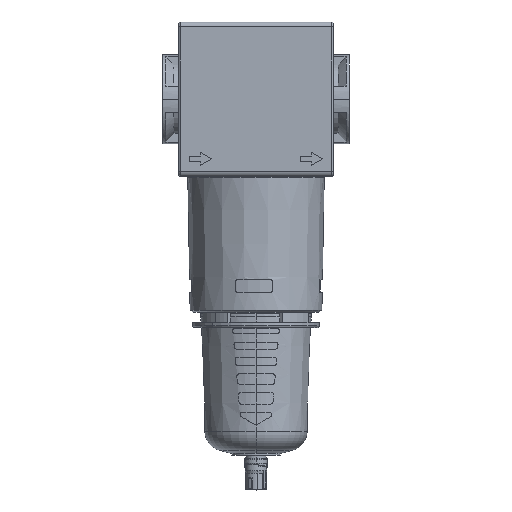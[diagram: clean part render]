
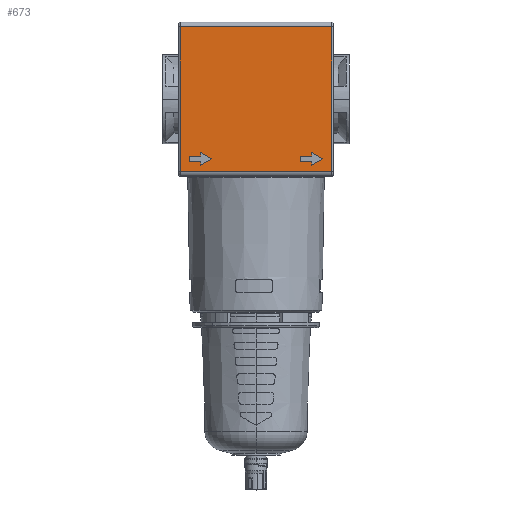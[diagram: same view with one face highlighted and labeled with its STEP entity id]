
A CAD part, top view. The second image highlights one B-rep face of the part: STEP entity #673.
In plain terms, the highlighted planar face has unit normal (0, 0, 1).
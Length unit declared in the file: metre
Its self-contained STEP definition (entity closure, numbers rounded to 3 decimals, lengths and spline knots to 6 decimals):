
#673=ADVANCED_FACE('51:22418',(#1945,#1946,#1947),#1948,.F.);
#1945=FACE_BOUND('',#5297,.T.);
#1946=FACE_BOUND('',#5298,.T.);
#1947=FACE_OUTER_BOUND('',#5299,.T.);
#1948=PLANE('',#5300);
#5297=EDGE_LOOP('',(#11032,#11033,#11034,#11035,#11036,#11037,#11038));
#5298=EDGE_LOOP('',(#11039,#11040,#11041,#11042,#11043,#11044,#11045));
#5299=EDGE_LOOP('',(#11046,#11047,#11048,#11049));
#5300=AXIS2_PLACEMENT_3D('',#11050,#11051,#11052);
#11032=ORIENTED_EDGE('',*,*,#12670,.F.);
#11033=ORIENTED_EDGE('',*,*,#12667,.F.);
#11034=ORIENTED_EDGE('',*,*,#12680,.T.);
#11035=ORIENTED_EDGE('',*,*,#12678,.T.);
#11036=ORIENTED_EDGE('',*,*,#12676,.F.);
#11037=ORIENTED_EDGE('',*,*,#12674,.F.);
#11038=ORIENTED_EDGE('',*,*,#12672,.F.);
#11039=ORIENTED_EDGE('',*,*,#12656,.F.);
#11040=ORIENTED_EDGE('',*,*,#12653,.F.);
#11041=ORIENTED_EDGE('',*,*,#12666,.T.);
#11042=ORIENTED_EDGE('',*,*,#12664,.T.);
#11043=ORIENTED_EDGE('',*,*,#12662,.F.);
#11044=ORIENTED_EDGE('',*,*,#12660,.F.);
#11045=ORIENTED_EDGE('',*,*,#12658,.F.);
#11046=ORIENTED_EDGE('',*,*,#12647,.T.);
#11047=ORIENTED_EDGE('',*,*,#12652,.T.);
#11048=ORIENTED_EDGE('',*,*,#12648,.T.);
#11049=ORIENTED_EDGE('',*,*,#12645,.T.);
#11050=CARTESIAN_POINT('',(0.0475,0.0475,0.0475));
#11051=DIRECTION('',(0.0,0.0,-1.0));
#11052=DIRECTION('',(-1.0,0.0,0.0));
#12645=EDGE_CURVE('51:26180',#15238,#15241,#15243,.F.);
#12647=EDGE_CURVE('51:26186',#15241,#15201,#15245,.T.);
#12648=EDGE_CURVE('51:26189',#15246,#15238,#15247,.T.);
#12652=EDGE_CURVE('51:26201',#15201,#15246,#15251,.T.);
#12653=EDGE_CURVE('51:26204',#15252,#15253,#15254,.T.);
#12656=EDGE_CURVE('51:26213',#15253,#15257,#15258,.T.);
#12658=EDGE_CURVE('51:26219',#15257,#15260,#15261,.T.);
#12660=EDGE_CURVE('51:26225',#15260,#15263,#15264,.T.);
#12662=EDGE_CURVE('51:26231',#15263,#15266,#15267,.T.);
#12664=EDGE_CURVE('51:26237',#15269,#15266,#15270,.T.);
#12666=EDGE_CURVE('51:26243',#15252,#15269,#15272,.T.);
#12667=EDGE_CURVE('51:26246',#15273,#15274,#15275,.T.);
#12670=EDGE_CURVE('51:26255',#15274,#15278,#15279,.T.);
#12672=EDGE_CURVE('51:26261',#15278,#15281,#15282,.T.);
#12674=EDGE_CURVE('51:26267',#15281,#15284,#15285,.T.);
#12676=EDGE_CURVE('51:26273',#15284,#15287,#15288,.T.);
#12678=EDGE_CURVE('51:26279',#15290,#15287,#15291,.T.);
#12680=EDGE_CURVE('51:26285',#15273,#15290,#15293,.T.);
#15201=VERTEX_POINT('',#20782);
#15238=VERTEX_POINT('',#20836);
#15241=VERTEX_POINT('',#20839);
#15243=LINE('',#20841,#20842);
#15245=LINE('',#20844,#20845);
#15246=VERTEX_POINT('',#20846);
#15247=LINE('',#20847,#20848);
#15251=LINE('',#20852,#20853);
#15252=VERTEX_POINT('',#20854);
#15253=VERTEX_POINT('',#20855);
#15254=LINE('',#20856,#20857);
#15257=VERTEX_POINT('',#20862);
#15258=LINE('',#20863,#20864);
#15260=VERTEX_POINT('',#20867);
#15261=LINE('',#20868,#20869);
#15263=VERTEX_POINT('',#20872);
#15264=LINE('',#20873,#20874);
#15266=VERTEX_POINT('',#20877);
#15267=LINE('',#20878,#20879);
#15269=VERTEX_POINT('',#20882);
#15270=LINE('',#20883,#20884);
#15272=LINE('',#20887,#20888);
#15273=VERTEX_POINT('',#20889);
#15274=VERTEX_POINT('',#20890);
#15275=LINE('',#20891,#20892);
#15278=VERTEX_POINT('',#20897);
#15279=LINE('',#20898,#20899);
#15281=VERTEX_POINT('',#20902);
#15282=LINE('',#20903,#20904);
#15284=VERTEX_POINT('',#20907);
#15285=LINE('',#20908,#20909);
#15287=VERTEX_POINT('',#20912);
#15288=LINE('',#20913,#20914);
#15290=VERTEX_POINT('',#20917);
#15291=LINE('',#20918,#20919);
#15293=LINE('',#20922,#20923);
#20782=CARTESIAN_POINT('',(0.0465,-0.0445,0.0475));
#20836=CARTESIAN_POINT('',(-0.0465,0.0445,0.0475));
#20839=CARTESIAN_POINT('',(-0.0465,-0.0445,0.0475));
#20841=CARTESIAN_POINT('',(-0.0465,-0.0445,0.0475));
#20842=VECTOR('',#23753,1.0);
#20844=CARTESIAN_POINT('',(0.0475,-0.0445,0.0475));
#20845=VECTOR('',#23757,1.0);
#20846=CARTESIAN_POINT('',(0.0465,0.0445,0.0475));
#20847=CARTESIAN_POINT('',(0.0475,0.0445,0.0475));
#20848=VECTOR('',#23758,1.0);
#20852=CARTESIAN_POINT('',(0.0465,0.0475,0.0475));
#20853=VECTOR('',#23768,1.0);
#20854=CARTESIAN_POINT('',(0.03425,-0.035,0.0475));
#20855=CARTESIAN_POINT('',(0.02712,-0.035,0.0475));
#20856=CARTESIAN_POINT('',(0.03425,-0.035,0.0475));
#20857=VECTOR('',#23769,1.0);
#20862=CARTESIAN_POINT('',(0.02712,-0.0385,0.0475));
#20863=CARTESIAN_POINT('',(0.02712,-0.035,0.0475));
#20864=VECTOR('',#23772,1.0);
#20867=CARTESIAN_POINT('',(0.03425,-0.0385,0.0475));
#20868=CARTESIAN_POINT('',(0.02712,-0.0385,0.0475));
#20869=VECTOR('',#23774,1.0);
#20872=CARTESIAN_POINT('',(0.03425,-0.040716,0.0475));
#20873=CARTESIAN_POINT('',(0.03425,-0.0385,0.0475));
#20874=VECTOR('',#23776,1.0);
#20877=CARTESIAN_POINT('',(0.04112,-0.03675,0.0475));
#20878=CARTESIAN_POINT('',(0.03425,-0.040716,0.0475));
#20879=VECTOR('',#23778,1.0);
#20882=CARTESIAN_POINT('',(0.03425,-0.032784,0.0475));
#20883=CARTESIAN_POINT('',(0.03425,-0.032784,0.0475));
#20884=VECTOR('',#23780,1.0);
#20887=CARTESIAN_POINT('',(0.03425,-0.035,0.0475));
#20888=VECTOR('',#23782,1.0);
#20889=CARTESIAN_POINT('',(-0.03399,-0.035,0.0475));
#20890=CARTESIAN_POINT('',(-0.04112,-0.035,0.0475));
#20891=CARTESIAN_POINT('',(-0.03399,-0.035,0.0475));
#20892=VECTOR('',#23783,1.0);
#20897=CARTESIAN_POINT('',(-0.04112,-0.0385,0.0475));
#20898=CARTESIAN_POINT('',(-0.04112,-0.035,0.0475));
#20899=VECTOR('',#23786,1.0);
#20902=CARTESIAN_POINT('',(-0.03399,-0.0385,0.0475));
#20903=CARTESIAN_POINT('',(-0.04112,-0.0385,0.0475));
#20904=VECTOR('',#23788,1.0);
#20907=CARTESIAN_POINT('',(-0.03399,-0.040716,0.0475));
#20908=CARTESIAN_POINT('',(-0.03399,-0.0385,0.0475));
#20909=VECTOR('',#23790,1.0);
#20912=CARTESIAN_POINT('',(-0.02712,-0.03675,0.0475));
#20913=CARTESIAN_POINT('',(-0.03399,-0.040716,0.0475));
#20914=VECTOR('',#23792,1.0);
#20917=CARTESIAN_POINT('',(-0.03399,-0.032784,0.0475));
#20918=CARTESIAN_POINT('',(-0.03399,-0.032784,0.0475));
#20919=VECTOR('',#23794,1.0);
#20922=CARTESIAN_POINT('',(-0.03399,-0.035,0.0475));
#20923=VECTOR('',#23796,1.0);
#23753=DIRECTION('',(0.,1.0,0.0));
#23757=DIRECTION('',(1.0,0.,0.0));
#23758=DIRECTION('',(-1.0,0.0,0.0));
#23768=DIRECTION('',(0.0,1.0,0.0));
#23769=DIRECTION('',(-1.0,0.,0.0));
#23772=DIRECTION('',(0.0,-1.0,0.0));
#23774=DIRECTION('',(1.0,0.,0.0));
#23776=DIRECTION('',(0.,-1.0,0.0));
#23778=DIRECTION('',(0.866,0.5,0.0));
#23780=DIRECTION('',(0.866,-0.5,0.0));
#23782=DIRECTION('',(0.,1.0,0.0));
#23783=DIRECTION('',(-1.0,0.0,0.0));
#23786=DIRECTION('',(0.0,-1.0,0.0));
#23788=DIRECTION('',(1.0,0.,0.0));
#23790=DIRECTION('',(0.,-1.0,0.0));
#23792=DIRECTION('',(0.866,0.5,0.0));
#23794=DIRECTION('',(0.866,-0.5,0.0));
#23796=DIRECTION('',(0.,1.0,0.0));
